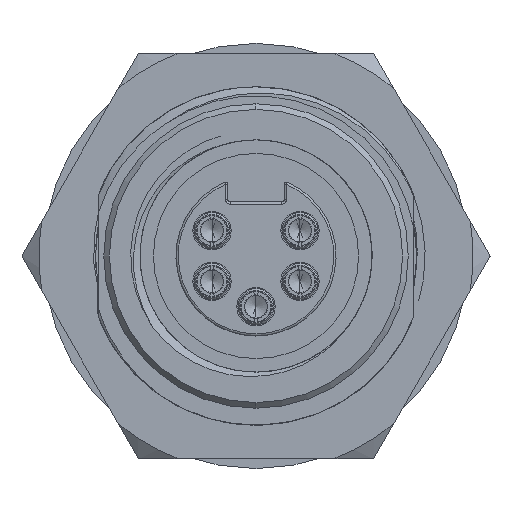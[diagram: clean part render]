
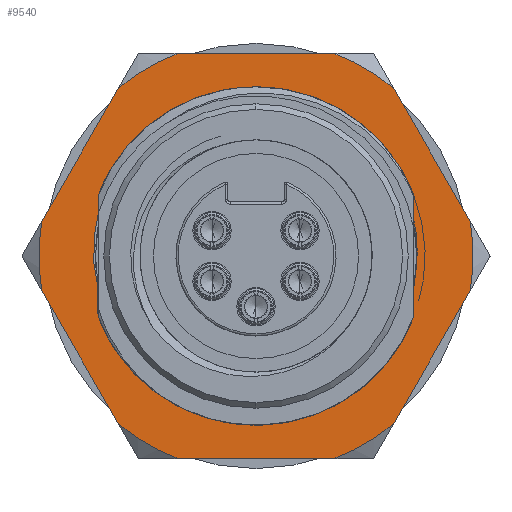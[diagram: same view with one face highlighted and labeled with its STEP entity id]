
A CAD part, left-side view. The second image highlights one B-rep face of the part: STEP entity #9540.
In plain terms, the highlighted planar face has unit normal (-1, 0, 0).
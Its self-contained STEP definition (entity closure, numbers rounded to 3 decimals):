
#8469=DIRECTION('',(0.,-0.5,0.866));
#8470=VECTOR('',#8469,13.647);
#8471=CARTESIAN_POINT('',(-15.,19.,3.091));
#8472=LINE('',#8471,#8470);
#8473=CARTESIAN_POINT('',(-15.,0.,0.));
#8474=DIRECTION('',(1.,0.,0.));
#8475=DIRECTION('',(0.,0.633,0.775));
#8476=AXIS2_PLACEMENT_3D('',#8473,#8474,#8475);
#8478=CARTESIAN_POINT('',(-15.,0.,0.));
#8479=DIRECTION('',(1.,0.,0.));
#8480=DIRECTION('',(0.,-0.354,0.935));
#8481=AXIS2_PLACEMENT_3D('',#8478,#8479,#8480);
#8483=DIRECTION('',(0.,-0.5,-0.866));
#8484=VECTOR('',#8483,13.647);
#8485=CARTESIAN_POINT('',(-15.,-12.177,14.909));
#8486=LINE('',#8485,#8484);
#8487=CARTESIAN_POINT('',(-15.,0.,0.));
#8488=DIRECTION('',(1.,0.,0.));
#8489=DIRECTION('',(0.,-0.987,0.161));
#8490=AXIS2_PLACEMENT_3D('',#8487,#8488,#8489);
#8492=DIRECTION('',(0.,0.5,-0.866));
#8493=VECTOR('',#8492,13.647);
#8494=CARTESIAN_POINT('',(-15.,-19.,-3.091));
#8495=LINE('',#8494,#8493);
#8496=CARTESIAN_POINT('',(-15.,0.,0.));
#8497=DIRECTION('',(1.,0.,0.));
#8498=DIRECTION('',(0.,-0.633,-0.775));
#8499=AXIS2_PLACEMENT_3D('',#8496,#8497,#8498);
#8501=CARTESIAN_POINT('',(-15.,0.,0.));
#8502=DIRECTION('',(1.,0.,0.));
#8503=DIRECTION('',(0.,0.354,-0.935));
#8504=AXIS2_PLACEMENT_3D('',#8501,#8502,#8503);
#8506=DIRECTION('',(0.,0.5,0.866));
#8507=VECTOR('',#8506,13.647);
#8508=CARTESIAN_POINT('',(-15.,12.177,-14.909));
#8509=LINE('',#8508,#8507);
#8510=CARTESIAN_POINT('',(-15.,0.,0.));
#8511=DIRECTION('',(1.,0.,0.));
#8512=DIRECTION('',(0.,0.987,-0.161));
#8513=AXIS2_PLACEMENT_3D('',#8510,#8511,#8512);
#8515=CARTESIAN_POINT('',(-15.,0.,0.));
#8516=DIRECTION('',(-1.,0.,0.));
#8517=DIRECTION('',(0.,0.926,-0.378));
#8518=AXIS2_PLACEMENT_3D('',#8515,#8516,#8517);
#8679=DIRECTION('',(0.,-1.,0.));
#8680=VECTOR('',#8679,13.647);
#8681=CARTESIAN_POINT('',(-15.,6.824,-18.));
#8682=LINE('',#8681,#8680);
#8792=DIRECTION('',(0.,1.,0.));
#8793=VECTOR('',#8792,13.647);
#8794=CARTESIAN_POINT('',(-15.,-6.824,18.));
#8795=LINE('',#8794,#8793);
#9010=CARTESIAN_POINT('',(-15.,2.159,14.844));
#9011=CARTESIAN_POINT('',(-15.,1.271,14.947));
#9012=CARTESIAN_POINT('',(-15.,-0.49,
14.992));
#9013=CARTESIAN_POINT('',(-15.,-3.061,
14.617));
#9014=CARTESIAN_POINT('',(-15.,-5.627,
13.753));
#9015=CARTESIAN_POINT('',(-15.,-7.887,
12.504));
#9016=CARTESIAN_POINT('',(-15.,-9.993,
10.8));
#9017=CARTESIAN_POINT('',(-15.,-11.729,
8.757));
#9018=CARTESIAN_POINT('',(-15.,-13.058,
6.44));
#9019=CARTESIAN_POINT('',(-15.,-13.945,
3.922));
#9020=CARTESIAN_POINT('',(-15.,-14.353,
1.267));
#9021=CARTESIAN_POINT('',(-15.,-14.297,
-0.508));
#9022=CARTESIAN_POINT('',(-15.,-14.181,
-1.403));
#9099=CARTESIAN_POINT('',(-15.,13.194,
-5.384));
#9100=CARTESIAN_POINT('',(-15.,13.371,
-4.983));
#9101=CARTESIAN_POINT('',(-15.,13.685,
-4.171));
#9102=CARTESIAN_POINT('',(-15.,14.045,
-2.916));
#9103=CARTESIAN_POINT('',(-15.,14.291,
-1.631));
#9104=CARTESIAN_POINT('',(-15.,14.417,
-0.328));
#9105=CARTESIAN_POINT('',(-15.,14.423,
0.989));
#9106=CARTESIAN_POINT('',(-15.,14.311,2.3));
#9107=CARTESIAN_POINT('',(-15.,14.081,3.598));
#9108=CARTESIAN_POINT('',(-15.,13.734,4.868));
#9109=CARTESIAN_POINT('',(-15.,13.271,6.105));
#9110=CARTESIAN_POINT('',(-15.,12.693,7.305));
#9111=CARTESIAN_POINT('',(-15.,12.009,8.449));
#9112=CARTESIAN_POINT('',(-15.,11.226,9.523));
#9113=CARTESIAN_POINT('',(-15.,10.347,10.523));
#9114=CARTESIAN_POINT('',(-15.,9.376,11.445));
#9115=CARTESIAN_POINT('',(-15.,8.325,12.276));
#9116=CARTESIAN_POINT('',(-15.,7.202,13.011));
#9117=CARTESIAN_POINT('',(-15.,6.016,13.641));
#9118=CARTESIAN_POINT('',(-15.,4.775,14.161));
#9119=CARTESIAN_POINT('',(-15.,3.487,14.57));
#9120=CARTESIAN_POINT('',(-15.,2.606,14.766));
#9121=CARTESIAN_POINT('',(-15.,2.159,14.844));
#9345=CARTESIAN_POINT('',(-15.,19.,3.091));
#9346=CARTESIAN_POINT('',(-15.,12.177,14.909));
#9347=VERTEX_POINT('',#9345);
#9348=VERTEX_POINT('',#9346);
#9349=CARTESIAN_POINT('',(-15.,6.824,18.));
#9350=VERTEX_POINT('',#9349);
#9351=CARTESIAN_POINT('',(-15.,-6.824,18.));
#9352=VERTEX_POINT('',#9351);
#9353=CARTESIAN_POINT('',(-15.,-12.177,14.909));
#9354=VERTEX_POINT('',#9353);
#9355=CARTESIAN_POINT('',(-15.,-19.,3.091));
#9356=VERTEX_POINT('',#9355);
#9357=CARTESIAN_POINT('',(-15.,-19.,-3.091));
#9358=CARTESIAN_POINT('',(-15.,-12.177,-14.909));
#9359=VERTEX_POINT('',#9357);
#9360=VERTEX_POINT('',#9358);
#9361=CARTESIAN_POINT('',(-15.,-6.824,-18.));
#9362=VERTEX_POINT('',#9361);
#9363=CARTESIAN_POINT('',(-15.,6.824,-18.));
#9364=VERTEX_POINT('',#9363);
#9365=CARTESIAN_POINT('',(-15.,12.177,-14.909));
#9366=VERTEX_POINT('',#9365);
#9367=CARTESIAN_POINT('',(-15.,19.,-3.091));
#9368=VERTEX_POINT('',#9367);
#9369=VERTEX_POINT('',#9099);
#9370=VERTEX_POINT('',#9121);
#9371=CARTESIAN_POINT('',(-15.,-14.181,-1.403));
#9372=VERTEX_POINT('',#9371);
#9503=CARTESIAN_POINT('',(-15.,0.,0.));
#9504=DIRECTION('',(1.,0.,0.));
#9505=DIRECTION('',(0.,-1.,0.));
#9506=AXIS2_PLACEMENT_3D('',#9503,#9504,#9505);
#9507=PLANE('',#9506);
#9509=ORIENTED_EDGE('',*,*,#9508,.T.);
#9511=ORIENTED_EDGE('',*,*,#9510,.T.);
#9513=ORIENTED_EDGE('',*,*,#9512,.F.);
#9514=ORIENTED_EDGE('',*,*,#9494,.T.);
#9515=ORIENTED_EDGE('',*,*,#9483,.T.);
#9517=ORIENTED_EDGE('',*,*,#9516,.T.);
#9519=ORIENTED_EDGE('',*,*,#9518,.T.);
#9521=ORIENTED_EDGE('',*,*,#9520,.T.);
#9523=ORIENTED_EDGE('',*,*,#9522,.F.);
#9525=ORIENTED_EDGE('',*,*,#9524,.T.);
#9527=ORIENTED_EDGE('',*,*,#9526,.T.);
#9529=ORIENTED_EDGE('',*,*,#9528,.T.);
#9530=EDGE_LOOP('',(#9509,#9511,#9513,#9514,#9515,#9517,#9519,#9521,#9523,#9525,
#9527,#9529));
#9531=FACE_OUTER_BOUND('',#9530,.F.);
#9533=ORIENTED_EDGE('',*,*,#9532,.F.);
#9535=ORIENTED_EDGE('',*,*,#9534,.T.);
#9537=ORIENTED_EDGE('',*,*,#9536,.F.);
#9538=EDGE_LOOP('',(#9533,#9535,#9537));
#9539=FACE_BOUND('',#9538,.F.);
#9540=ADVANCED_FACE('',(#9531,#9539),#9507,.F.);
#8477=CIRCLE('',#8476,19.25);
#8482=CIRCLE('',#8481,19.25);
#8491=CIRCLE('',#8490,19.25);
#8500=CIRCLE('',#8499,19.25);
#8505=CIRCLE('',#8504,19.25);
#8514=CIRCLE('',#8513,19.25);
#8519=CIRCLE('',#8518,14.25);
#9023=B_SPLINE_CURVE_WITH_KNOTS('',3,(#9010,#9011,#9012,#9013,#9014,#9015,#9016,
#9017,#9018,#9019,#9020,#9021,#9022),.UNSPECIFIED.,.F.,.F.,(4,1,1,1,1,1,1,1,1,1,
4),(0.,0.1,0.2,0.3,0.4,0.5,0.6,0.7,0.8,0.9,1.),
.UNSPECIFIED.);
#9122=B_SPLINE_CURVE_WITH_KNOTS('',3,(#9099,#9100,#9101,#9102,#9103,#9104,#9105,
#9106,#9107,#9108,#9109,#9110,#9111,#9112,#9113,#9114,#9115,#9116,#9117,#9118,
#9119,#9120,#9121),.UNSPECIFIED.,.F.,.F.,(4,1,1,1,1,1,1,1,1,1,1,1,1,1,1,1,1,1,1,
1,4),(0.,0.05,0.1,0.15,0.2,0.25,0.3,0.35,0.4,0.45,0.5,
0.55,0.6,0.65,0.7,0.75,0.8,0.85,0.9,0.95,1.),.UNSPECIFIED.);
#9483=EDGE_CURVE('',#9354,#9356,#8486,.T.);
#9494=EDGE_CURVE('',#9352,#9354,#8482,.T.);
#9508=EDGE_CURVE('',#9347,#9348,#8472,.T.);
#9510=EDGE_CURVE('',#9348,#9350,#8477,.T.);
#9512=EDGE_CURVE('',#9352,#9350,#8795,.T.);
#9516=EDGE_CURVE('',#9356,#9359,#8491,.T.);
#9518=EDGE_CURVE('',#9359,#9360,#8495,.T.);
#9520=EDGE_CURVE('',#9360,#9362,#8500,.T.);
#9522=EDGE_CURVE('',#9364,#9362,#8682,.T.);
#9524=EDGE_CURVE('',#9364,#9366,#8505,.T.);
#9526=EDGE_CURVE('',#9366,#9368,#8509,.T.);
#9528=EDGE_CURVE('',#9368,#9347,#8514,.T.);
#9532=EDGE_CURVE('',#9369,#9370,#9122,.T.);
#9534=EDGE_CURVE('',#9369,#9372,#8519,.T.);
#9536=EDGE_CURVE('',#9370,#9372,#9023,.T.);
